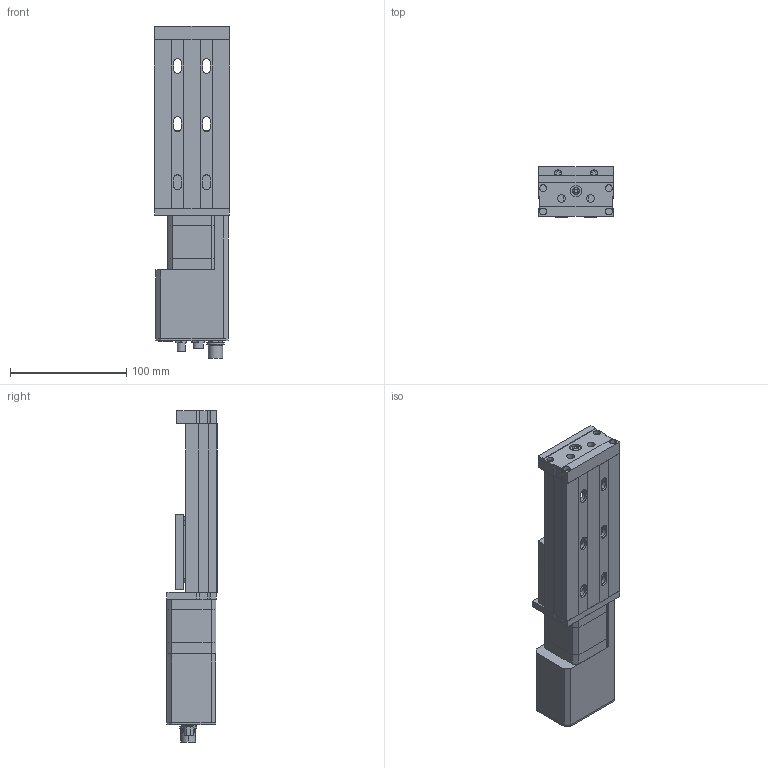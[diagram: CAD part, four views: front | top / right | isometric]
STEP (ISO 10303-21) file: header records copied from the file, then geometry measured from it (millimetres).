
FILE_DESCRIPTION (( 'STEP AP203' ), '1' );
FILE_NAME ('X-LSQ075x-E01.step', '2023-05-17T23:26:15', ( '' ), ( '' ), 'SwSTEP 2.0', 'SolidWorks 2019', '' );
FILE_SCHEMA (( 'CONFIG_CONTROL_DESIGN' ));
Length unit declared in the file: millimetre
Products named in the file (4): LSQ_carriage^LSQ_Standard; LSQ_base^LSQ_LSQ075; NMS17_motor^LSQ_X-LSQ-E01; X-LSQ075x-E01
Assembly tree (3 placements, depth 2):
  X-LSQ075x-E01
    LSQ_base^LSQ_LSQ075
    LSQ_carriage^LSQ_Standard
    NMS17_motor^LSQ_X-LSQ-E01
Bounding box: 65 x 43.1 x 285.85 mm (x, y, z)
Volume: 471663.4 mm3; surface area: 129406.1 mm2
Topology: 29 solids, 29 shells, 797 faces, 2016 edges, 1312 vertices
Faces by surface type: plane 427, cylinder 328, cone 32, torus 10
Entity records: 25002 total; most frequent: CARTESIAN_POINT 4725, DIRECTION 4288, ORIENTED_EDGE 4008, EDGE_CURVE 2004, AXIS2_PLACEMENT_3D 1551, VERTEX_POINT 1312, LINE 1186, VECTOR 1186
